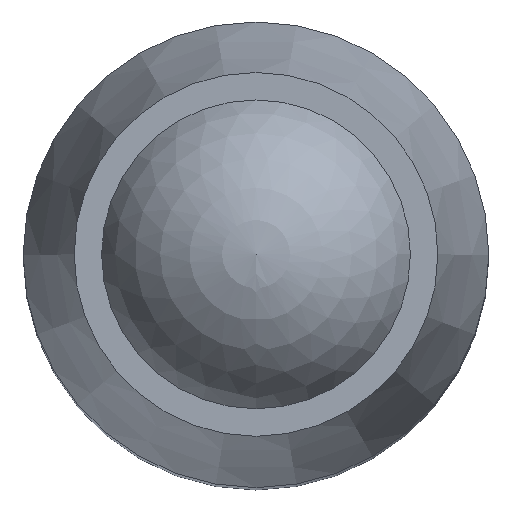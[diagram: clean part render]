
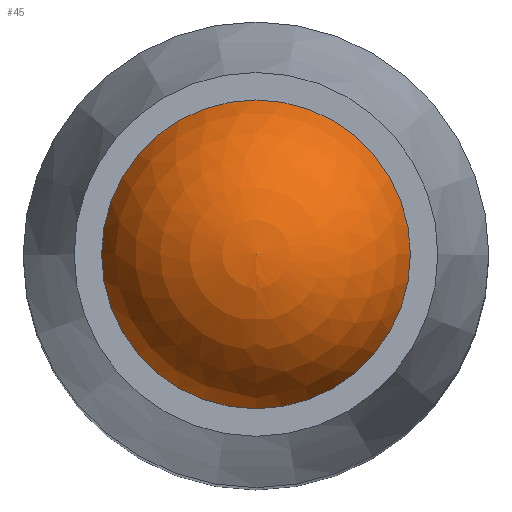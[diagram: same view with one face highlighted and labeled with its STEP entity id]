
A CAD part, top view. The second image highlights one B-rep face of the part: STEP entity #45.
In plain terms, the highlighted spherical face has radius 2.778 mm.
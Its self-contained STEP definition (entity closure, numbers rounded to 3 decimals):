
#45 = ADVANCED_FACE( '', ( #101, #102 ), #103, .T. );
#101 = FACE_BOUND( '', #172, .T. );
#102 = FACE_OUTER_BOUND( '', #173, .T. );
#103 = SPHERICAL_SURFACE( '', #174, 2.778 );
#172 = VERTEX_LOOP( '', #243 );
#173 = EDGE_LOOP( '', ( #244 ) );
#174 = AXIS2_PLACEMENT_3D( '', #245, #246, #247 );
#243 = VERTEX_POINT( '', #388 );
#244 = ORIENTED_EDGE( '', *, *, #389, .T. );
#245 = CARTESIAN_POINT( '', ( 0., 0., 27.225 ) );
#246 = DIRECTION( '', ( 0., 0., 1. ) );
#247 = DIRECTION( '', ( 0., -1., 0. ) );
#388 = CARTESIAN_POINT( '', ( 0., 0., 30.003 ) );
#389 = EDGE_CURVE( '', #449, #449, #450, .T. );
#449 = VERTEX_POINT( '', #531 );
#450 = CIRCLE( '', #532, 2.653 );
#531 = CARTESIAN_POINT( '', ( 2.653, 0., 28.05 ) );
#532 = AXIS2_PLACEMENT_3D( '', #620, #621, #622 );
#620 = CARTESIAN_POINT( '', ( 0., 0., 28.05 ) );
#621 = DIRECTION( '', ( 0., 0., 1. ) );
#622 = DIRECTION( '', ( 1., 0., 0. ) );
